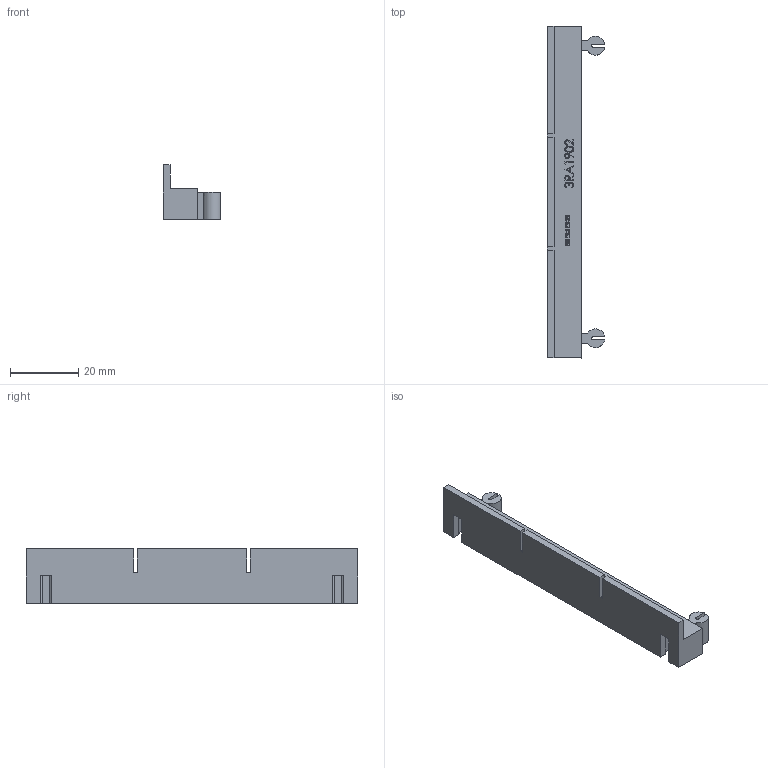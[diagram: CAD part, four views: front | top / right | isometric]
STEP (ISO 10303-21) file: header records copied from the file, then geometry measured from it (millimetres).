
FILE_DESCRIPTION (( 'STEP AP214' ), '1' );
FILE_NAME ('3RA1902_1B.STEP', '2007-01-08T06:56:50', ( 'Günter Reindl' ), ( 'Siemens and Partners' ), 'SwSTEP 2.0', 'SolidWorks 2007', '' );
FILE_SCHEMA (( 'AUTOMOTIVE_DESIGN' ));
Length unit declared in the file: millimetre
Products named in the file (1): 3RA1902_1B
Bounding box: 16.8 x 97 x 16 mm (x, y, z)
Volume: 9960 mm3; surface area: 6057 mm2
Topology: 1 solids, 1 shells, 234 faces, 642 edges, 428 vertices
Faces by surface type: plane 155, bspline 75, cylinder 4
Entity records: 13635 total; most frequent: CARTESIAN_POINT 6198, ORIENTED_EDGE 1280, DIRECTION 818, EDGE_CURVE 640, VECTOR 482, LINE 482, VERTEX_POINT 428, EDGE_LOOP 254
